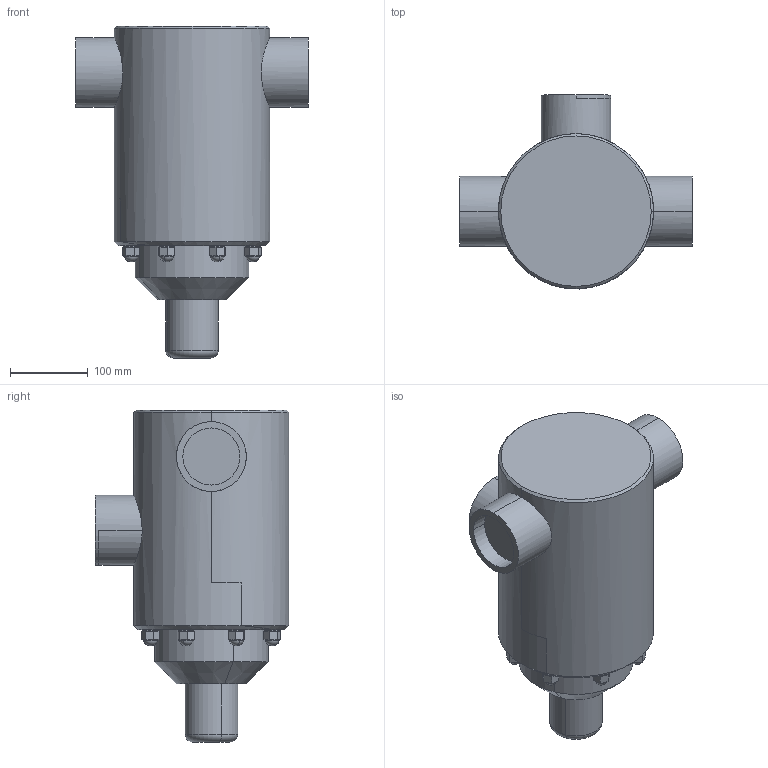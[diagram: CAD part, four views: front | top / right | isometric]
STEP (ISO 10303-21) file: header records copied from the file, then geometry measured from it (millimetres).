
FILE_DESCRIPTION((''),'2;1');
FILE_NAME('KU_V85_PP_DN80_17005466','2019-06-03T',('Kattner'),(''),'PRO/ENGINEER BY PARAMETRIC TECHNOLOGY CORPORATION, 2016360','PRO/ENGINEER BY PARAMETRIC TECHNOLOGY CORPORATION, 2016360','');
FILE_SCHEMA(('AUTOMOTIVE_DESIGN { 1 0 10303 214 1 1 1 1 }'));
Length unit declared in the file: millimetre
Products named in the file (1): KU_V85_PP_DN80_17005466
Bounding box: 300 x 250 x 428 mm (x, y, z)
Volume: 10965985.4 mm3; surface area: 345351.8 mm2
Topology: 1 solids, 1 shells, 156 faces, 401 edges, 245 vertices
Faces by surface type: plane 66, cone 38, cylinder 34, sphere 16, torus 2
Entity records: 5020 total; most frequent: CARTESIAN_POINT 1255, ORIENTED_EDGE 770, DIRECTION 766, EDGE_CURVE 385, AXIS2_PLACEMENT_3D 297, VERTEX_POINT 245, VECTOR 172, LINE 172
